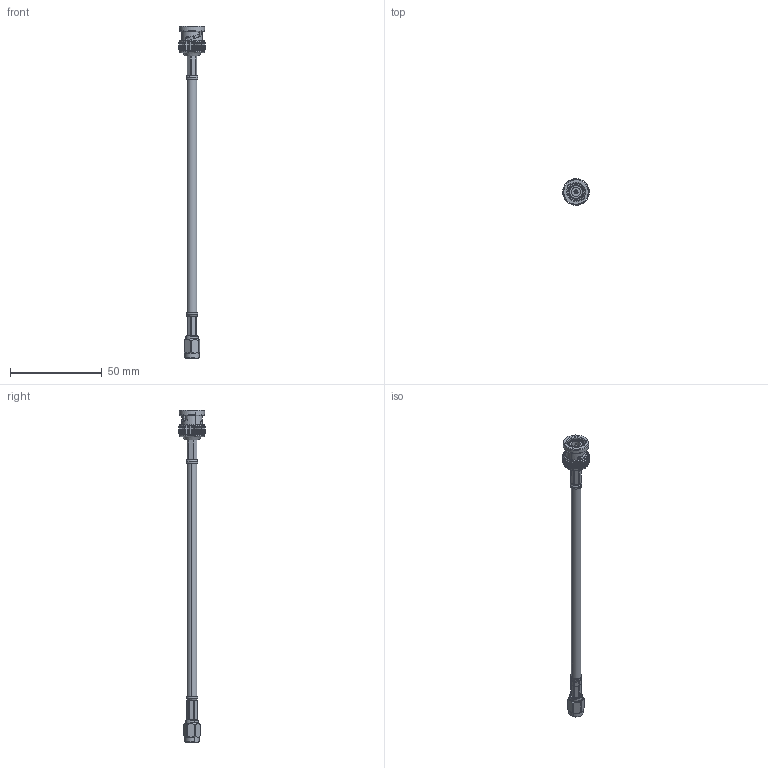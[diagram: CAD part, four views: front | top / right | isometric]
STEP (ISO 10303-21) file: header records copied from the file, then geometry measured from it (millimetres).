
FILE_DESCRIPTION (( 'STEP AP203' ), '1' );
FILE_NAME ('PE3562.step', '2018-09-17T15:23:31', ( '' ), ( '' ), 'SwSTEP 2.0', 'SolidWorks 2017', '' );
FILE_SCHEMA (( 'CONFIG_CONTROL_DESIGN' ));
Length unit declared in the file: inch
Products named in the file (4): PE4044_Crimped; Coax Cable_RG223; PE3562; PE4008_Crimped
Assembly tree (3 placements, depth 2):
  PE3562
    Coax Cable_RG223
    PE4044_Crimped
    PE4008_Crimped
Bounding box: 14.47 x 14.47 x 180.77 mm (x, y, z)
Volume: 5090.9 mm3; surface area: 5978.1 mm2
Topology: 5 solids, 5 shells, 628 faces, 1508 edges, 909 vertices
Faces by surface type: plane 221, cylinder 218, cone 162, bspline 23, torus 4
Entity records: 23704 total; most frequent: CARTESIAN_POINT 9465, ORIENTED_EDGE 3016, DIRECTION 2735, EDGE_CURVE 1508, AXIS2_PLACEMENT_3D 1115, VERTEX_POINT 909, EDGE_LOOP 655, ADVANCED_FACE 628
